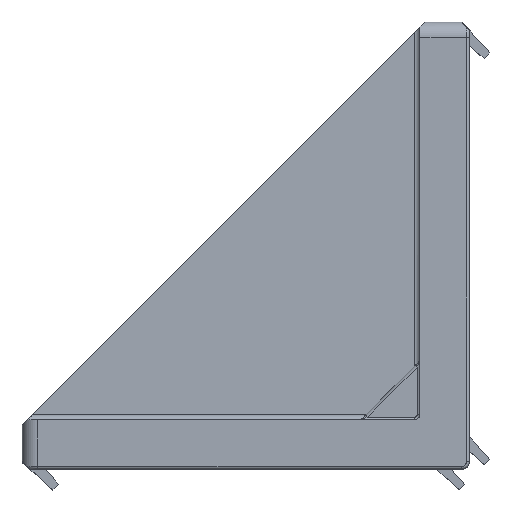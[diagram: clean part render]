
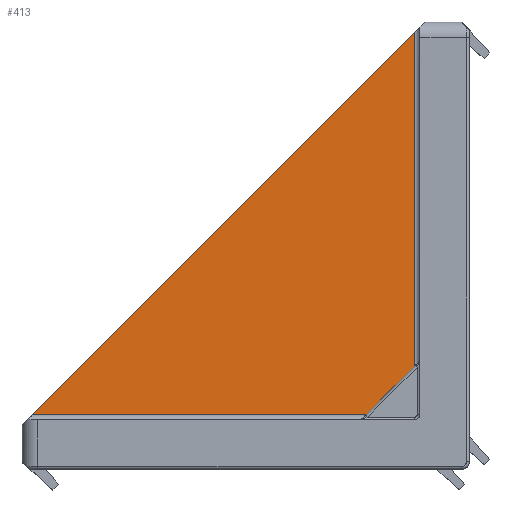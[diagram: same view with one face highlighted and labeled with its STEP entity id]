
A CAD part, top view. The second image highlights one B-rep face of the part: STEP entity #413.
In plain terms, the highlighted planar face has unit normal (-0.012, 0.012, 1).
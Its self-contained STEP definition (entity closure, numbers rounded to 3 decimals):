
#413=ADVANCED_FACE('NONE',(#1083),#1084,.T.);
#1083=FACE_OUTER_BOUND('',#2423,.T.);
#1084=PLANE('',#2424);
#2423=EDGE_LOOP('',(#5267,#5268,#5269));
#2424=AXIS2_PLACEMENT_3D('',#5270,#5271,#5272);
#5267=ORIENTED_EDGE('',*,*,#7711,.T.);
#5268=ORIENTED_EDGE('',*,*,#7712,.T.);
#5269=ORIENTED_EDGE('',*,*,#7697,.F.);
#5270=CARTESIAN_POINT('',(-86.0,8.5,-15.5));
#5271=DIRECTION('',(-0.012,0.012,1.));
#5272=DIRECTION('',(0.707,0.707,0.0));
#7697=EDGE_CURVE('NONE',#9099,#9101,#9102,.T.);
#7711=EDGE_CURVE('NONE',#9099,#9122,#9123,.T.);
#7712=EDGE_CURVE('NONE',#9122,#9101,#9124,.T.);
#9099=VERTEX_POINT('NONE',#11893);
#9101=VERTEX_POINT('NONE',#11905);
#9102=LINE('',#11906,#11907);
#9122=VERTEX_POINT('NONE',#11953);
#9123=LINE('',#11954,#11955);
#9124=LINE('',#11956,#11957);
#11893=CARTESIAN_POINT('',(-84.012,10.488,-15.5));
#11905=CARTESIAN_POINT('',(-10.488,84.012,-15.5));
#11906=CARTESIAN_POINT('',(-86.0,8.5,-15.5));
#11907=VECTOR('',#14603,1000.0);
#11953=CARTESIAN_POINT('',(-10.488,10.488,-14.593));
#11954=CARTESIAN_POINT('',(-10.5,10.488,-14.593));
#11955=VECTOR('',#14616,1000.0);
#11956=CARTESIAN_POINT('',(-10.488,85.,-15.512));
#11957=VECTOR('',#14617,1000.0);
#14603=DIRECTION('',(0.707,0.707,0.0));
#14616=DIRECTION('',(1.,0.,0.012));
#14617=DIRECTION('',(0.,1.,-0.012));
